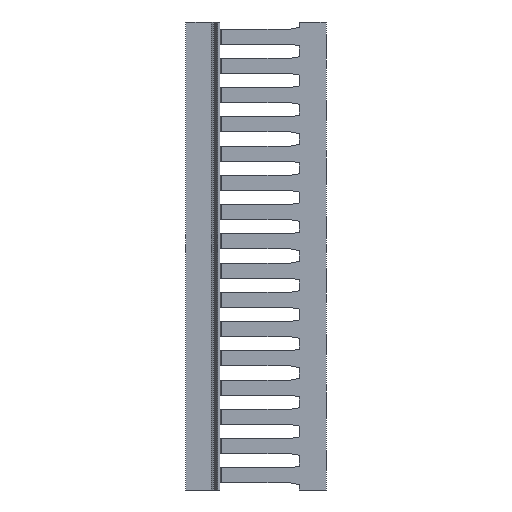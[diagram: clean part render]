
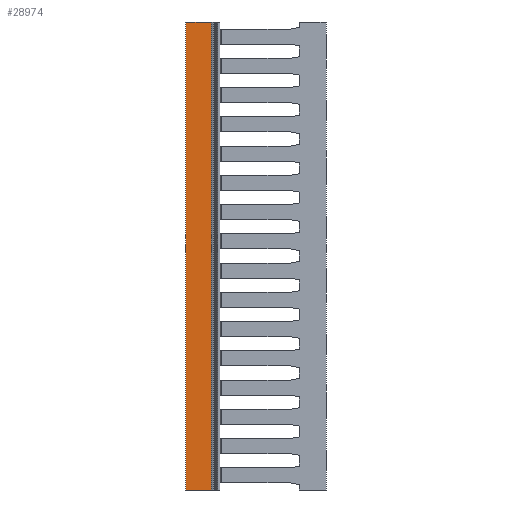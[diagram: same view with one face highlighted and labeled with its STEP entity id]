
A CAD part, left-side view. The second image highlights one B-rep face of the part: STEP entity #28974.
In plain terms, the highlighted planar face has unit normal (-1, 0, 0).
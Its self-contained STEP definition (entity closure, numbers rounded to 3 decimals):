
#28291=DIRECTION('',(0.,-1.,0.));
#28292=VECTOR('',#28291,10.907);
#28293=CARTESIAN_POINT('',(-29.7,1.5,-100.));
#28294=LINE('',#28293,#28292);
#28415=DIRECTION('',(0.,1.,0.));
#28416=VECTOR('',#28415,10.907);
#28417=CARTESIAN_POINT('',(-29.7,-9.407,100.));
#28418=LINE('',#28417,#28416);
#28531=DIRECTION('',(0.,0.,-1.));
#28532=VECTOR('',#28531,200.);
#28533=CARTESIAN_POINT('',(-29.7,-9.407,100.));
#28534=LINE('',#28533,#28532);
#28535=DIRECTION('',(0.,0.,1.));
#28536=VECTOR('',#28535,200.);
#28537=CARTESIAN_POINT('',(-29.7,1.5,-100.));
#28538=LINE('',#28537,#28536);
#28599=CARTESIAN_POINT('',(-29.7,1.5,-100.));
#28600=CARTESIAN_POINT('',(-29.7,1.5,100.));
#28601=VERTEX_POINT('',#28599);
#28602=VERTEX_POINT('',#28600);
#28603=CARTESIAN_POINT('',(-29.7,-9.407,100.));
#28604=CARTESIAN_POINT('',(-29.7,-9.407,-100.));
#28605=VERTEX_POINT('',#28603);
#28606=VERTEX_POINT('',#28604);
#28963=CARTESIAN_POINT('',(-29.7,1.5,-100.));
#28964=DIRECTION('',(-1.,0.,0.));
#28965=DIRECTION('',(0.,-1.,0.));
#28966=AXIS2_PLACEMENT_3D('',#28963,#28964,#28965);
#28967=PLANE('',#28966);
#28968=ORIENTED_EDGE('',*,*,#28750,.F.);
#28969=ORIENTED_EDGE('',*,*,#28956,.T.);
#28970=ORIENTED_EDGE('',*,*,#28626,.F.);
#28971=ORIENTED_EDGE('',*,*,#28677,.T.);
#28972=EDGE_LOOP('',(#28968,#28969,#28970,#28971));
#28973=FACE_OUTER_BOUND('',#28972,.F.);
#28626=EDGE_CURVE('',#28601,#28606,#28294,.T.);
#28677=EDGE_CURVE('',#28601,#28602,#28538,.T.);
#28750=EDGE_CURVE('',#28605,#28602,#28418,.T.);
#28956=EDGE_CURVE('',#28605,#28606,#28534,.T.);
#28974=ADVANCED_FACE('',(#28973),#28967,.T.);
